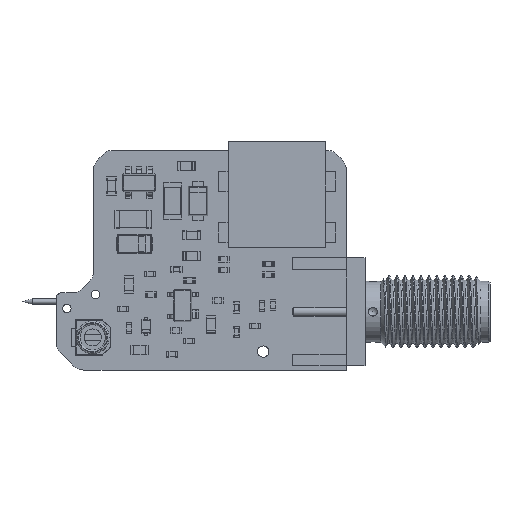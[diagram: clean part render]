
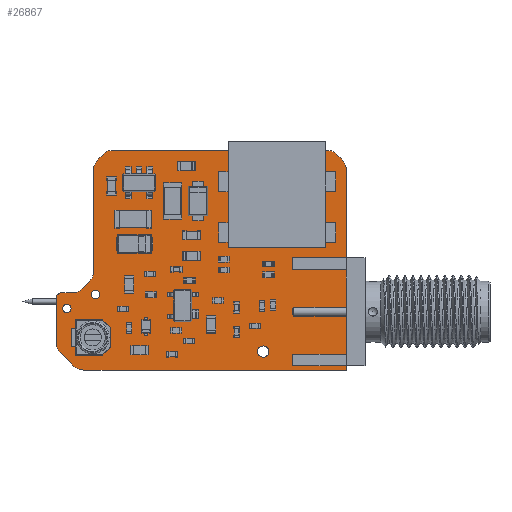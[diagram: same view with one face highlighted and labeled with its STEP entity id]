
A CAD part, top view. The second image highlights one B-rep face of the part: STEP entity #26867.
In plain terms, the highlighted planar face has unit normal (0, 0, 1).
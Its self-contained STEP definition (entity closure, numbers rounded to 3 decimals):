
#26562 = VERTEX_POINT('',#26563);
#26563 = CARTESIAN_POINT('',(23.943,19.435,1.494));
#26569 = EDGE_CURVE('',#26562,#26570,#26572,.T.);
#26570 = VERTEX_POINT('',#26571);
#26571 = CARTESIAN_POINT('',(24.797,19.078,1.494));
#26572 = CIRCLE('',#26573,1.2);
#26573 = AXIS2_PLACEMENT_3D('',#26574,#26575,#26576);
#26574 = CARTESIAN_POINT('',(23.943,18.235,1.494));
#26575 = DIRECTION('',(0.,0.,-1.));
#26576 = DIRECTION('',(0.,1.,0.));
#26604 = VERTEX_POINT('',#26605);
#26605 = CARTESIAN_POINT('',(5.051,19.435,1.494));
#26611 = EDGE_CURVE('',#26604,#26562,#26612,.T.);
#26612 = LINE('',#26613,#26614);
#26613 = CARTESIAN_POINT('',(5.051,19.435,1.494));
#26614 = VECTOR('',#26615,1.);
#26615 = DIRECTION('',(1.,0.,0.));
#26633 = EDGE_CURVE('',#26570,#26634,#26636,.T.);
#26634 = VERTEX_POINT('',#26635);
#26635 = CARTESIAN_POINT('',(25.319,18.556,1.494));
#26636 = LINE('',#26637,#26638);
#26637 = CARTESIAN_POINT('',(24.797,19.078,1.494));
#26638 = VECTOR('',#26639,1.);
#26639 = DIRECTION('',(0.707,-0.707,0.));
#26867 = ADVANCED_FACE('',(#26868,#27015,#27026,#27037,#27048,#27059),
  #27070,.T.);
#26868 = FACE_BOUND('',#26869,.T.);
#26869 = EDGE_LOOP('',(#26870,#26871,#26872,#26881,#26889,#26898,#26906,
    #26915,#26923,#26932,#26940,#26949,#26957,#26966,#26974,#26983,
    #26991,#26999,#27007,#27014));
#26870 = ORIENTED_EDGE('',*,*,#26569,.F.);
#26871 = ORIENTED_EDGE('',*,*,#26611,.F.);
#26872 = ORIENTED_EDGE('',*,*,#26873,.F.);
#26873 = EDGE_CURVE('',#26874,#26604,#26876,.T.);
#26874 = VERTEX_POINT('',#26875);
#26875 = CARTESIAN_POINT('',(4.196,19.084,1.494));
#26876 = CIRCLE('',#26877,1.2);
#26877 = AXIS2_PLACEMENT_3D('',#26878,#26879,#26880);
#26878 = CARTESIAN_POINT('',(5.044,18.235,1.494));
#26879 = DIRECTION('',(0.,0.,-1.));
#26880 = DIRECTION('',(-0.707,0.707,0.));
#26881 = ORIENTED_EDGE('',*,*,#26882,.F.);
#26882 = EDGE_CURVE('',#26883,#26874,#26885,.T.);
#26883 = VERTEX_POINT('',#26884);
#26884 = CARTESIAN_POINT('',(3.672,18.56,1.494));
#26885 = LINE('',#26886,#26887);
#26886 = CARTESIAN_POINT('',(3.672,18.56,1.494));
#26887 = VECTOR('',#26888,1.);
#26888 = DIRECTION('',(0.707,0.707,0.));
#26889 = ORIENTED_EDGE('',*,*,#26890,.F.);
#26890 = EDGE_CURVE('',#26891,#26883,#26893,.T.);
#26891 = VERTEX_POINT('',#26892);
#26892 = CARTESIAN_POINT('',(3.315,17.705,1.494));
#26893 = CIRCLE('',#26894,1.2);
#26894 = AXIS2_PLACEMENT_3D('',#26895,#26896,#26897);
#26895 = CARTESIAN_POINT('',(4.515,17.705,1.494));
#26896 = DIRECTION('',(0.,0.,-1.));
#26897 = DIRECTION('',(-1.,0.,0.));
#26898 = ORIENTED_EDGE('',*,*,#26899,.F.);
#26899 = EDGE_CURVE('',#26900,#26891,#26902,.T.);
#26900 = VERTEX_POINT('',#26901);
#26901 = CARTESIAN_POINT('',(3.315,8.697,1.494));
#26902 = LINE('',#26903,#26904);
#26903 = CARTESIAN_POINT('',(3.315,8.697,1.494));
#26904 = VECTOR('',#26905,1.);
#26905 = DIRECTION('',(0.,1.,0.));
#26906 = ORIENTED_EDGE('',*,*,#26907,.F.);
#26907 = EDGE_CURVE('',#26908,#26900,#26910,.T.);
#26908 = VERTEX_POINT('',#26909);
#26909 = CARTESIAN_POINT('',(2.969,7.854,1.494));
#26910 = CIRCLE('',#26911,1.2);
#26911 = AXIS2_PLACEMENT_3D('',#26912,#26913,#26914);
#26912 = CARTESIAN_POINT('',(2.115,8.697,1.494));
#26913 = DIRECTION('',(0.,0.,1.));
#26914 = DIRECTION('',(0.712,-0.702,0.));
#26915 = ORIENTED_EDGE('',*,*,#26916,.F.);
#26916 = EDGE_CURVE('',#26917,#26908,#26919,.T.);
#26917 = VERTEX_POINT('',#26918);
#26918 = CARTESIAN_POINT('',(2.296,7.181,1.494));
#26919 = LINE('',#26920,#26921);
#26920 = CARTESIAN_POINT('',(2.296,7.181,1.494));
#26921 = VECTOR('',#26922,1.);
#26922 = DIRECTION('',(0.707,0.707,0.));
#26923 = ORIENTED_EDGE('',*,*,#26924,.F.);
#26924 = EDGE_CURVE('',#26925,#26917,#26927,.T.);
#26925 = VERTEX_POINT('',#26926);
#26926 = CARTESIAN_POINT('',(1.455,6.83,1.494));
#26927 = CIRCLE('',#26928,1.2);
#26928 = AXIS2_PLACEMENT_3D('',#26929,#26930,#26931);
#26929 = CARTESIAN_POINT('',(1.448,8.03,1.494));
#26930 = DIRECTION('',(0.,0.,1.));
#26931 = DIRECTION('',(0.005,-1.,0.));
#26932 = ORIENTED_EDGE('',*,*,#26933,.F.);
#26933 = EDGE_CURVE('',#26934,#26925,#26936,.T.);
#26934 = VERTEX_POINT('',#26935);
#26935 = CARTESIAN_POINT('',(0.5,6.83,1.494));
#26936 = LINE('',#26937,#26938);
#26937 = CARTESIAN_POINT('',(0.5,6.83,1.494));
#26938 = VECTOR('',#26939,1.);
#26939 = DIRECTION('',(1.,0.,0.));
#26940 = ORIENTED_EDGE('',*,*,#26941,.F.);
#26941 = EDGE_CURVE('',#26942,#26934,#26944,.T.);
#26942 = VERTEX_POINT('',#26943);
#26943 = CARTESIAN_POINT('',(0.,6.33,1.494));
#26944 = CIRCLE('',#26945,0.5);
#26945 = AXIS2_PLACEMENT_3D('',#26946,#26947,#26948);
#26946 = CARTESIAN_POINT('',(0.5,6.33,1.494));
#26947 = DIRECTION('',(0.,0.,-1.));
#26948 = DIRECTION('',(-1.,0.,0.));
#26949 = ORIENTED_EDGE('',*,*,#26950,.F.);
#26950 = EDGE_CURVE('',#26951,#26942,#26953,.T.);
#26951 = VERTEX_POINT('',#26952);
#26952 = CARTESIAN_POINT('',(0.,2.416,1.494));
#26953 = LINE('',#26954,#26955);
#26954 = CARTESIAN_POINT('',(0.,2.416,1.494));
#26955 = VECTOR('',#26956,1.);
#26956 = DIRECTION('',(0.,1.,0.));
#26957 = ORIENTED_EDGE('',*,*,#26958,.F.);
#26958 = EDGE_CURVE('',#26959,#26951,#26961,.T.);
#26959 = VERTEX_POINT('',#26960);
#26960 = CARTESIAN_POINT('',(0.351,1.567,1.494));
#26961 = CIRCLE('',#26962,1.2);
#26962 = AXIS2_PLACEMENT_3D('',#26963,#26964,#26965);
#26963 = CARTESIAN_POINT('',(1.2,2.416,1.494));
#26964 = DIRECTION('',(0.,0.,-1.));
#26965 = DIRECTION('',(-0.707,-0.707,-0.));
#26966 = ORIENTED_EDGE('',*,*,#26967,.F.);
#26967 = EDGE_CURVE('',#26968,#26959,#26970,.T.);
#26968 = VERTEX_POINT('',#26969);
#26969 = CARTESIAN_POINT('',(1.567,0.351,1.494));
#26970 = LINE('',#26971,#26972);
#26971 = CARTESIAN_POINT('',(1.567,0.351,1.494));
#26972 = VECTOR('',#26973,1.);
#26973 = DIRECTION('',(-0.707,0.707,0.));
#26974 = ORIENTED_EDGE('',*,*,#26975,.F.);
#26975 = EDGE_CURVE('',#26976,#26968,#26978,.T.);
#26976 = VERTEX_POINT('',#26977);
#26977 = CARTESIAN_POINT('',(2.416,0.,1.494));
#26978 = CIRCLE('',#26979,1.2);
#26979 = AXIS2_PLACEMENT_3D('',#26980,#26981,#26982);
#26980 = CARTESIAN_POINT('',(2.416,1.2,1.494));
#26981 = DIRECTION('',(0.,0.,-1.));
#26982 = DIRECTION('',(0.,-1.,0.));
#26983 = ORIENTED_EDGE('',*,*,#26984,.F.);
#26984 = EDGE_CURVE('',#26985,#26976,#26987,.T.);
#26985 = VERTEX_POINT('',#26986);
#26986 = CARTESIAN_POINT('',(4.155,0.,1.494));
#26987 = LINE('',#26988,#26989);
#26988 = CARTESIAN_POINT('',(4.155,0.,1.494));
#26989 = VECTOR('',#26990,1.);
#26990 = DIRECTION('',(-1.,0.,0.));
#26991 = ORIENTED_EDGE('',*,*,#26992,.F.);
#26992 = EDGE_CURVE('',#26993,#26985,#26995,.T.);
#26993 = VERTEX_POINT('',#26994);
#26994 = CARTESIAN_POINT('',(25.67,0.,1.494));
#26995 = LINE('',#26996,#26997);
#26996 = CARTESIAN_POINT('',(25.67,0.,1.494));
#26997 = VECTOR('',#26998,1.);
#26998 = DIRECTION('',(-1.,0.,0.));
#26999 = ORIENTED_EDGE('',*,*,#27000,.F.);
#27000 = EDGE_CURVE('',#27001,#26993,#27003,.T.);
#27001 = VERTEX_POINT('',#27002);
#27002 = CARTESIAN_POINT('',(25.67,17.701,1.494));
#27003 = LINE('',#27004,#27005);
#27004 = CARTESIAN_POINT('',(25.67,17.701,1.494));
#27005 = VECTOR('',#27006,1.);
#27006 = DIRECTION('',(0.,-1.,0.));
#27007 = ORIENTED_EDGE('',*,*,#27008,.F.);
#27008 = EDGE_CURVE('',#26634,#27001,#27009,.T.);
#27009 = CIRCLE('',#27010,1.2);
#27010 = AXIS2_PLACEMENT_3D('',#27011,#27012,#27013);
#27011 = CARTESIAN_POINT('',(24.47,17.708,1.494));
#27012 = DIRECTION('',(0.,0.,-1.));
#27013 = DIRECTION('',(0.707,0.707,0.));
#27014 = ORIENTED_EDGE('',*,*,#26633,.F.);
#27015 = FACE_BOUND('',#27016,.T.);
#27016 = EDGE_LOOP('',(#27017));
#27017 = ORIENTED_EDGE('',*,*,#27018,.T.);
#27018 = EDGE_CURVE('',#27019,#27019,#27021,.T.);
#27019 = VERTEX_POINT('',#27020);
#27020 = CARTESIAN_POINT('',(0.95,5.07,1.494));
#27021 = CIRCLE('',#27022,0.375);
#27022 = AXIS2_PLACEMENT_3D('',#27023,#27024,#27025);
#27023 = CARTESIAN_POINT('',(0.95,5.445,1.494));
#27024 = DIRECTION('',(-0.,0.,-1.));
#27025 = DIRECTION('',(-0.,-1.,0.));
#27026 = FACE_BOUND('',#27027,.T.);
#27027 = EDGE_LOOP('',(#27028));
#27028 = ORIENTED_EDGE('',*,*,#27029,.T.);
#27029 = EDGE_CURVE('',#27030,#27030,#27032,.T.);
#27030 = VERTEX_POINT('',#27031);
#27031 = CARTESIAN_POINT('',(3.49,6.3,1.494));
#27032 = CIRCLE('',#27033,0.375);
#27033 = AXIS2_PLACEMENT_3D('',#27034,#27035,#27036);
#27034 = CARTESIAN_POINT('',(3.49,6.675,1.494));
#27035 = DIRECTION('',(-0.,0.,-1.));
#27036 = DIRECTION('',(-0.,-1.,0.));
#27037 = FACE_BOUND('',#27038,.T.);
#27038 = EDGE_LOOP('',(#27039));
#27039 = ORIENTED_EDGE('',*,*,#27040,.T.);
#27040 = EDGE_CURVE('',#27041,#27041,#27043,.T.);
#27041 = VERTEX_POINT('',#27042);
#27042 = CARTESIAN_POINT('',(18.315,1.13,1.494));
#27043 = CIRCLE('',#27044,0.5);
#27044 = AXIS2_PLACEMENT_3D('',#27045,#27046,#27047);
#27045 = CARTESIAN_POINT('',(18.315,1.63,1.494));
#27046 = DIRECTION('',(-0.,0.,-1.));
#27047 = DIRECTION('',(-0.,-1.,0.));
#27048 = FACE_BOUND('',#27049,.T.);
#27049 = EDGE_LOOP('',(#27050));
#27050 = ORIENTED_EDGE('',*,*,#27051,.T.);
#27051 = EDGE_CURVE('',#27052,#27052,#27054,.T.);
#27052 = VERTEX_POINT('',#27053);
#27053 = CARTESIAN_POINT('',(19.555,13.16,1.494));
#27054 = CIRCLE('',#27055,0.5);
#27055 = AXIS2_PLACEMENT_3D('',#27056,#27057,#27058);
#27056 = CARTESIAN_POINT('',(19.555,13.66,1.494));
#27057 = DIRECTION('',(-0.,0.,-1.));
#27058 = DIRECTION('',(-0.,-1.,0.));
#27059 = FACE_BOUND('',#27060,.T.);
#27060 = EDGE_LOOP('',(#27061));
#27061 = ORIENTED_EDGE('',*,*,#27062,.T.);
#27062 = EDGE_CURVE('',#27063,#27063,#27065,.T.);
#27063 = VERTEX_POINT('',#27064);
#27064 = CARTESIAN_POINT('',(19.555,18.16,1.494));
#27065 = CIRCLE('',#27066,0.5);
#27066 = AXIS2_PLACEMENT_3D('',#27067,#27068,#27069);
#27067 = CARTESIAN_POINT('',(19.555,18.66,1.494));
#27068 = DIRECTION('',(-0.,0.,-1.));
#27069 = DIRECTION('',(-0.,-1.,0.));
#27070 = PLANE('',#27071);
#27071 = AXIS2_PLACEMENT_3D('',#27072,#27073,#27074);
#27072 = CARTESIAN_POINT('',(0.,0.,1.494));
#27073 = DIRECTION('',(0.,0.,1.));
#27074 = DIRECTION('',(1.,0.,-0.));
